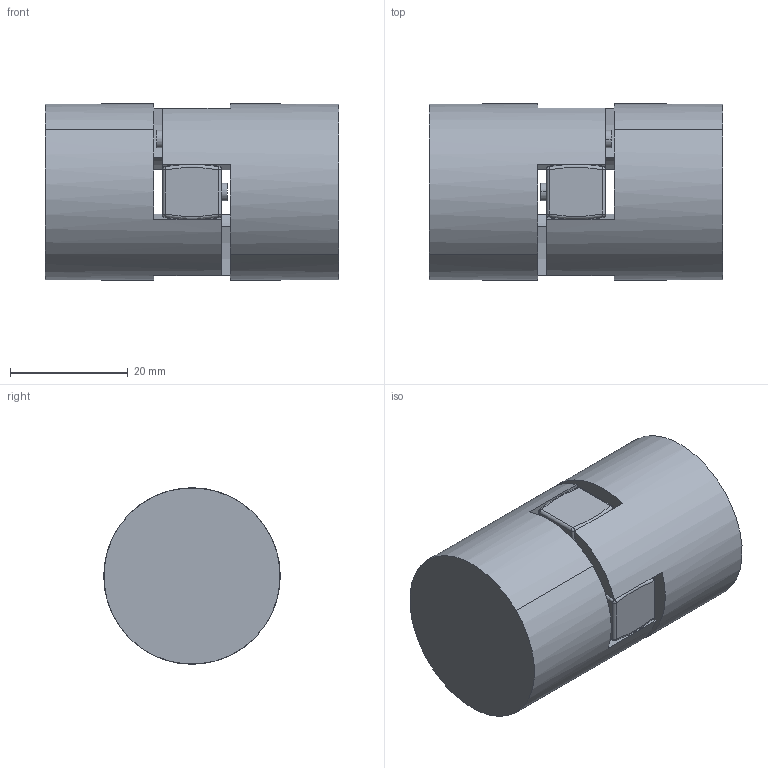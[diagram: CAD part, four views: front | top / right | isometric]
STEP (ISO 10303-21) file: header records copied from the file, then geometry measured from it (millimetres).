
FILE_DESCRIPTION((''),'2;1');
FILE_NAME('CJ14-2BX_ASM','2013-02-28T',('ppetruska'),(''),'PRO/ENGINEER BY PARAMETRIC TECHNOLOGY CORPORATION, 2012480','PRO/ENGINEER BY PARAMETRIC TECHNOLOGY CORPORATION, 2012480','');
FILE_SCHEMA(('CONFIG_CONTROL_DESIGN'));
Length unit declared in the file: millimetre
Products named in the file (3): CJ14-HUB-BX; CJ14-SPIDER; CJ14-2BX_ASM
Assembly tree (3 placements, depth 2):
  CJ14-2BX_ASM
    CJ14-HUB-BX  x2
    CJ14-SPIDER
Bounding box: 50 x 30 x 30 mm (x, y, z)
Volume: 32405.8 mm3; surface area: 10001.7 mm2
Topology: 3 solids, 3 shells, 137 faces, 301 edges, 174 vertices
Faces by surface type: bspline 85, cylinder 34, plane 18
Entity records: 7796 total; most frequent: CARTESIAN_POINT 5669, ORIENTED_EDGE 542, EDGE_CURVE 271, DIRECTION 240, B_SPLINE_CURVE_WITH_KNOTS 179, VERTEX_POINT 154, EDGE_LOOP 131, FACE_OUTER_BOUND 125
